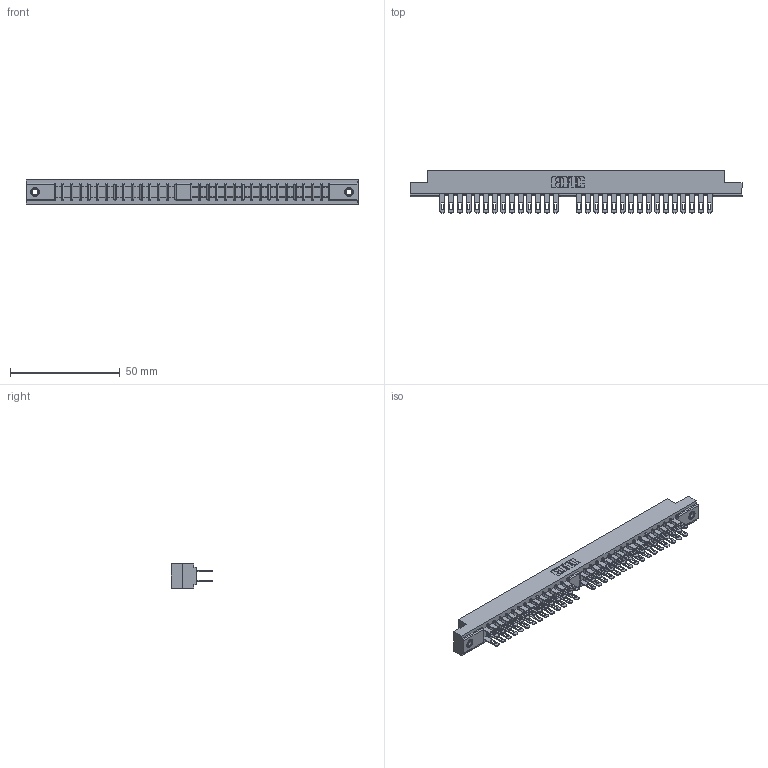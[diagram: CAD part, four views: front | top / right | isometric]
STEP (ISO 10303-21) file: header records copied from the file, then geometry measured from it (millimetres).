
FILE_DESCRIPTION (( 'STEP AP203' ), '1' );
FILE_NAME ('310-060-500-207.STEP', '2020-03-25T13:44:13', ( '' ), ( '' ), 'SwSTEP 2.0', 'SolidWorks 2016', '' );
FILE_SCHEMA (( 'CONFIG_CONTROL_DESIGN' ));
Length unit declared in the file: millimetre
Products named in the file (4): 310 Part_.116 Hex; 307-290-001_500; 345-250-001_345-250-005-103; 310-060-500-207
Assembly tree (63 placements, depth 2):
  310-060-500-207
    310 Part_.116 Hex
    307-290-001_500  x60
    345-250-001_345-250-005-103  x2
Bounding box: 151.21 x 19.13 x 10.97 mm (x, y, z)
Volume: 13168.8 mm3; surface area: 18961.1 mm2
Topology: 63 solids, 63 shells, 2986 faces, 8297 edges, 5354 vertices
Faces by surface type: plane 1916, cylinder 990, sphere 64, cone 12, torus 4
Entity records: 29741 total; most frequent: CARTESIAN_POINT 4854, ORIENTED_EDGE 4802, DIRECTION 4771, EDGE_CURVE 2401, LINE 1841, VECTOR 1841, VERTEX_POINT 1548, AXIS2_PLACEMENT_3D 1465
